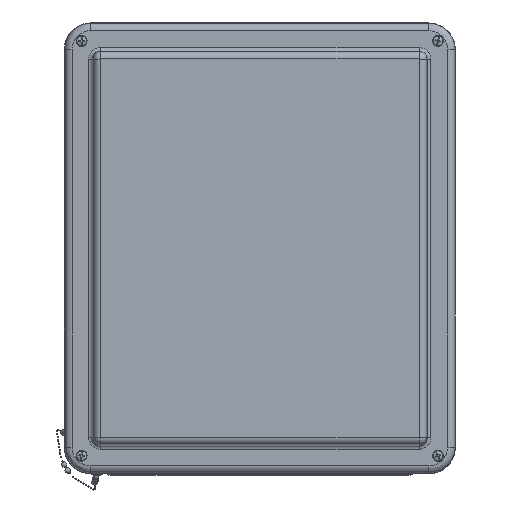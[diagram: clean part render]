
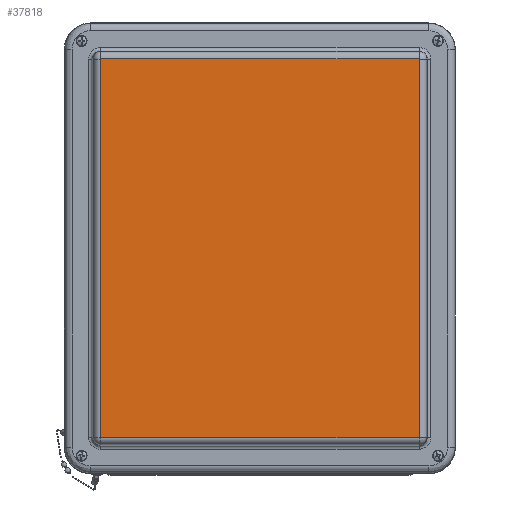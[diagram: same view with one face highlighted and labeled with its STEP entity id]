
A CAD part, top view. The second image highlights one B-rep face of the part: STEP entity #37818.
In plain terms, the highlighted planar face has unit normal (0, 0, 1).
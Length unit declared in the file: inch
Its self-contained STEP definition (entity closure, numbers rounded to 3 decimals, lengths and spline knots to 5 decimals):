
#1349 = CARTESIAN_POINT ( 'NONE',  ( 5.45433, -6.46988, 1.689 ) ) ;
#1695 = CARTESIAN_POINT ( 'NONE',  ( -5.45, 6.47421, 1.689 ) ) ;
#1932 = LINE ( 'NONE', #37075, #36819 ) ;
#2289 = EDGE_CURVE ( 'NONE', #33147, #21920, #21444, .T. ) ;
#2904 = CARTESIAN_POINT ( 'NONE',  ( 2.725, -6.47421, 1.689 ) ) ;
#3488 = CARTESIAN_POINT ( 'NONE',  ( 5.45, 6.47421, 1.689 ) ) ;
#4130 = ORIENTED_EDGE ( 'NONE', *, *, #36896, .T. ) ;
#4144 = VERTEX_POINT ( 'NONE', #15054 ) ;
#4399 = EDGE_CURVE ( 'NONE', #17128, #37583, #18680, .T. ) ;
#4609 = DIRECTION ( 'NONE',  ( 0., 0., 1. ) ) ;
#5104 = DIRECTION ( 'NONE',  ( 1., 0., 0. ) ) ;
#5346 = LINE ( 'NONE', #2904, #45613 ) ;
#5856 = LINE ( 'NONE', #29908, #40755 ) ;
#6154 = CARTESIAN_POINT ( 'NONE',  ( -5.45433, -6.46988, 1.689 ) ) ;
#6447 = ORIENTED_EDGE ( 'NONE', *, *, #37034, .F. ) ;
#6689 = CARTESIAN_POINT ( 'NONE',  ( 5.45433, -6.47109, 1.689 ) ) ;
#6993 = CARTESIAN_POINT ( 'NONE',  ( 5.45433, -6.46988, 1.689 ) ) ;
#7919 = CARTESIAN_POINT ( 'NONE',  ( -5.45, 6.47421, 1.689 ) ) ;
#9426 = CARTESIAN_POINT ( 'NONE',  ( 5.4512, 6.47421, 1.689 ) ) ;
#10028 = CARTESIAN_POINT ( 'NONE',  ( -5.4539, -6.4721, 1.689 ) ) ;
#10841 = DIRECTION ( 'NONE',  ( 1., 0., 0. ) ) ;
#12316 = ORIENTED_EDGE ( 'NONE', *, *, #4399, .T. ) ;
#12697 = VECTOR ( 'NONE', #10841, 39.37008 ) ;
#13177 = CARTESIAN_POINT ( 'NONE',  ( 5.45222, 6.47379, 1.689 ) ) ;
#13237 = VERTEX_POINT ( 'NONE', #17270 ) ;
#13449 = CARTESIAN_POINT ( 'NONE',  ( -5.45, -6.47421, 1.689 ) ) ;
#14100 = CARTESIAN_POINT ( 'NONE',  ( -5.45433, -6.47107, 1.689 ) ) ;
#15003 = CARTESIAN_POINT ( 'NONE',  ( 5.45, -6.47421, 1.689 ) ) ;
#15054 = CARTESIAN_POINT ( 'NONE',  ( -5.45, -6.47421, 1.689 ) ) ;
#15292 = DIRECTION ( 'NONE',  ( 0., -1., 0. ) ) ;
#17128 = VERTEX_POINT ( 'NONE', #7919 ) ;
#17270 = CARTESIAN_POINT ( 'NONE',  ( 5.45433, 6.46988, 1.689 ) ) ;
#17512 = CARTESIAN_POINT ( 'NONE',  ( -5.45433, 6.46988, 1.689 ) ) ;
#18640 = EDGE_CURVE ( 'NONE', #35938, #37583, #1932, .T. ) ;
#18680 = B_SPLINE_CURVE_WITH_KNOTS ( 'NONE', 3,
 ( #1695, #42568, #39101, #34868, #20387, #31437 ),
 .UNSPECIFIED., .F., .F.,
 ( 4, 2, 4 ),
 ( 0., 0.5, 1. ),
 .UNSPECIFIED. ) ;
#19607 = CARTESIAN_POINT ( 'NONE',  ( 0., 0., 1.689 ) ) ;
#19935 = EDGE_CURVE ( 'NONE', #13237, #28026, #21551, .T. ) ;
#20030 = CARTESIAN_POINT ( 'NONE',  ( 5.45433, 6.46988, 1.689 ) ) ;
#20387 = CARTESIAN_POINT ( 'NONE',  ( -5.45433, 6.47109, 1.689 ) ) ;
#20674 = CARTESIAN_POINT ( 'NONE',  ( 5.4539, 6.4721, 1.689 ) ) ;
#21410 = LINE ( 'NONE', #47536, #12697 ) ;
#21444 = B_SPLINE_CURVE_WITH_KNOTS ( 'NONE', 3,
 ( #36475, #24948, #29277, #32571, #6689, #6993 ),
 .UNSPECIFIED., .F., .F.,
 ( 4, 2, 4 ),
 ( 0., 0.5, 1. ),
 .UNSPECIFIED. ) ;
#21551 = B_SPLINE_CURVE_WITH_KNOTS ( 'NONE', 3,
 ( #20030, #23747, #20674, #13177, #9426, #38751 ),
 .UNSPECIFIED., .F., .F.,
 ( 4, 2, 4 ),
 ( 0., 0.5, 1. ),
 .UNSPECIFIED. ) ;
#21920 = VERTEX_POINT ( 'NONE', #1349 ) ;
#23747 = CARTESIAN_POINT ( 'NONE',  ( 5.45433, 6.47107, 1.689 ) ) ;
#24686 = ORIENTED_EDGE ( 'NONE', *, *, #19935, .T. ) ;
#24948 = CARTESIAN_POINT ( 'NONE',  ( 5.45119, -6.47421, 1.689 ) ) ;
#28026 = VERTEX_POINT ( 'NONE', #3488 ) ;
#28269 = CARTESIAN_POINT ( 'NONE',  ( -5.4512, -6.47421, 1.689 ) ) ;
#28575 = CARTESIAN_POINT ( 'NONE',  ( -5.45222, -6.47379, 1.689 ) ) ;
#29277 = CARTESIAN_POINT ( 'NONE',  ( 5.45221, -6.47378, 1.689 ) ) ;
#29568 = DIRECTION ( 'NONE',  ( 0., 1., 0. ) ) ;
#29598 = EDGE_CURVE ( 'NONE', #33147, #4144, #5346, .T. ) ;
#29908 = CARTESIAN_POINT ( 'NONE',  ( 5.45433, 3.23494, 1.689 ) ) ;
#31437 = CARTESIAN_POINT ( 'NONE',  ( -5.45433, 6.46988, 1.689 ) ) ;
#31967 = CARTESIAN_POINT ( 'NONE',  ( -5.45433, -6.46988, 1.689 ) ) ;
#32492 = DIRECTION ( 'NONE',  ( -1., 0., 0. ) ) ;
#32571 = CARTESIAN_POINT ( 'NONE',  ( 5.4539, -6.47211, 1.689 ) ) ;
#32589 = AXIS2_PLACEMENT_3D ( 'NONE', #19607, #4609, #5104 ) ;
#33147 = VERTEX_POINT ( 'NONE', #15003 ) ;
#34203 = B_SPLINE_CURVE_WITH_KNOTS ( 'NONE', 3,
 ( #6154, #14100, #10028, #28575, #28269, #13449 ),
 .UNSPECIFIED., .F., .F.,
 ( 4, 2, 4 ),
 ( 0., 0.5, 1. ),
 .UNSPECIFIED. ) ;
#34868 = CARTESIAN_POINT ( 'NONE',  ( -5.4539, 6.47211, 1.689 ) ) ;
#35938 = VERTEX_POINT ( 'NONE', #31967 ) ;
#36475 = CARTESIAN_POINT ( 'NONE',  ( 5.45, -6.47421, 1.689 ) ) ;
#36819 = VECTOR ( 'NONE', #29568, 39.37008 ) ;
#36896 = EDGE_CURVE ( 'NONE', #35938, #4144, #34203, .T. ) ;
#37034 = EDGE_CURVE ( 'NONE', #17128, #28026, #21410, .T. ) ;
#37075 = CARTESIAN_POINT ( 'NONE',  ( -5.45433, -3.23494, 1.689 ) ) ;
#37583 = VERTEX_POINT ( 'NONE', #17512 ) ;
#37585 = ORIENTED_EDGE ( 'NONE', *, *, #2289, .T. ) ;
#37818 = ADVANCED_FACE ( 'NONE', ( #42181 ), #42243, .T. ) ;
#38751 = CARTESIAN_POINT ( 'NONE',  ( 5.45, 6.47421, 1.689 ) ) ;
#39101 = CARTESIAN_POINT ( 'NONE',  ( -5.45221, 6.47378, 1.689 ) ) ;
#39571 = ORIENTED_EDGE ( 'NONE', *, *, #43363, .F. ) ;
#40755 = VECTOR ( 'NONE', #15292, 39.37008 ) ;
#42181 = FACE_OUTER_BOUND ( 'NONE', #47911, .T. ) ;
#42243 = PLANE ( 'NONE',  #32589 ) ;
#42568 = CARTESIAN_POINT ( 'NONE',  ( -5.45119, 6.47421, 1.689 ) ) ;
#43363 = EDGE_CURVE ( 'NONE', #13237, #21920, #5856, .T. ) ;
#45613 = VECTOR ( 'NONE', #32492, 39.37008 ) ;
#47191 = ORIENTED_EDGE ( 'NONE', *, *, #29598, .F. ) ;
#47347 = ORIENTED_EDGE ( 'NONE', *, *, #18640, .F. ) ;
#47536 = CARTESIAN_POINT ( 'NONE',  ( -2.725, 6.47421, 1.689 ) ) ;
#47911 = EDGE_LOOP ( 'NONE', ( #4130, #47191, #37585, #39571, #24686, #6447, #12316, #47347 ) ) ;
